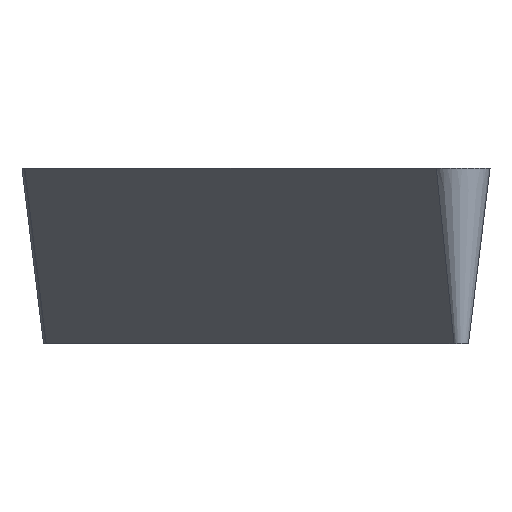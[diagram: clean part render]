
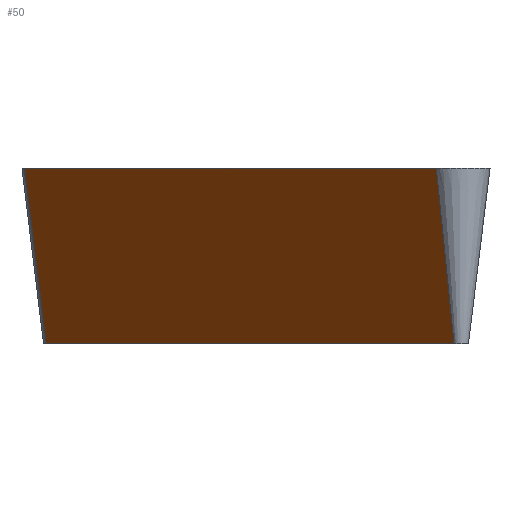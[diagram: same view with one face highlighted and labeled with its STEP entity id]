
A CAD part, front view. The second image highlights one B-rep face of the part: STEP entity #50.
In plain terms, the highlighted planar face has unit normal (-0.813, -0.569, -0.122).
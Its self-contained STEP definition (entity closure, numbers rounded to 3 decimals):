
#50=ADVANCED_FACE('',(#66),#59,.F.);
#59=PLANE('',#238);
#66=FACE_OUTER_BOUND('',#76,.T.);
#76=EDGE_LOOP('',(#95,#96,#97,#98));
#95=ORIENTED_EDGE('',*,*,#158,.T.);
#96=ORIENTED_EDGE('',*,*,#159,.T.);
#97=ORIENTED_EDGE('',*,*,#160,.F.);
#98=ORIENTED_EDGE('',*,*,#156,.T.);
#139=VERTEX_POINT('',#395);
#140=VERTEX_POINT('',#397);
#141=VERTEX_POINT('',#401);
#142=VERTEX_POINT('',#403);
#156=EDGE_CURVE('',#140,#139,#179,.T.);
#158=EDGE_CURVE('',#139,#141,#180,.T.);
#159=EDGE_CURVE('',#141,#142,#181,.T.);
#160=EDGE_CURVE('',#140,#142,#182,.T.);
#179=LINE('',#396,#195);
#180=LINE('',#400,#196);
#181=LINE('',#402,#197);
#182=LINE('',#404,#198);
#195=VECTOR('',#271,1.);
#196=VECTOR('',#276,1.);
#197=VECTOR('',#277,1.);
#198=VECTOR('',#278,1.);
#238=AXIS2_PLACEMENT_3D('',#405,#279,#280);
#271=DIRECTION('',(-0.1,-0.07,0.993));
#276=DIRECTION('',(-0.573,0.82,0.));
#277=DIRECTION('',(0.122,0.038,-0.992));
#278=DIRECTION('',(-0.573,0.82,0.));
#279=DIRECTION('',(0.813,0.569,0.122));
#280=DIRECTION('',(-0.573,0.82,0.));
#395=CARTESIAN_POINT('',(2.447,-9.041,0.));
#396=CARTESIAN_POINT('',(2.447,-9.041,0.));
#397=CARTESIAN_POINT('',(2.687,-8.874,-2.38));
#400=CARTESIAN_POINT('',(2.447,-9.041,0.));
#401=CARTESIAN_POINT('',(-3.139,-1.051,0.));
#402=CARTESIAN_POINT('',(-3.094,-1.037,-0.371));
#403=CARTESIAN_POINT('',(-2.847,-0.959,-2.38));
#404=CARTESIAN_POINT('',(2.687,-8.874,-2.38));
#405=CARTESIAN_POINT('',(2.447,-9.041,0.));
